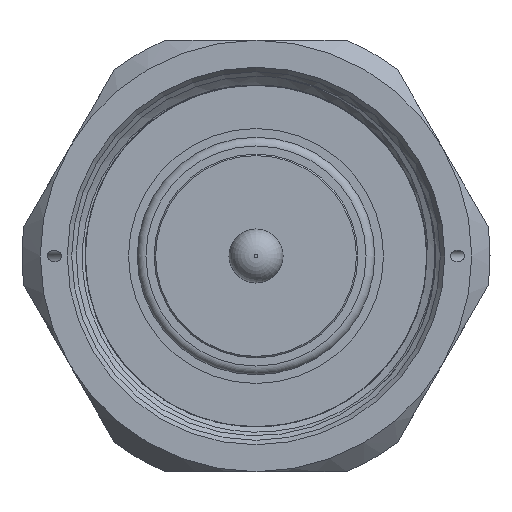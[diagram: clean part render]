
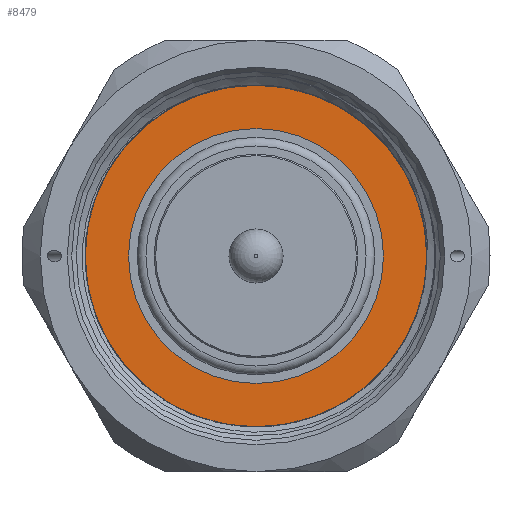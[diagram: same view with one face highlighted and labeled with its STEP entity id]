
A CAD part, left-side view. The second image highlights one B-rep face of the part: STEP entity #8479.
In plain terms, the highlighted planar face has unit normal (-1, 0, 0).
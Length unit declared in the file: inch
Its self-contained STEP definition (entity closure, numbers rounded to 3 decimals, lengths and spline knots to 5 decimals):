
#1245 = AXIS2_PLACEMENT_3D ( 'NONE', #7893, #5735, #3627 ) ;
#1335 = DIRECTION ( 'NONE',  ( -1., 0., 0. ) ) ;
#1486 = EDGE_LOOP ( 'NONE', ( #7340 ) ) ;
#1885 = DIRECTION ( 'NONE',  ( 0., 0., -1. ) ) ;
#2727 = CIRCLE ( 'NONE', #8434, 0.44311 ) ;
#3627 = DIRECTION ( 'NONE',  ( 0., 0., -1. ) ) ;
#4203 = FACE_BOUND ( 'NONE', #8031, .T. ) ;
#4790 = DIRECTION ( 'NONE',  ( 1., 0., 0. ) ) ;
#5058 = VERTEX_POINT ( 'NONE', #5831 ) ;
#5705 = FACE_OUTER_BOUND ( 'NONE', #1486, .T. ) ;
#5735 = DIRECTION ( 'NONE',  ( 1., 0., 0. ) ) ;
#5738 = CARTESIAN_POINT ( 'NONE',  ( 1.24304, 0., -0.44311 ) ) ;
#5750 = DIRECTION ( 'NONE',  ( 0., 0., 1. ) ) ;
#5831 = CARTESIAN_POINT ( 'NONE',  ( 1.24304, 0., -0.59381 ) ) ;
#5950 = CIRCLE ( 'NONE', #1245, 0.59381 ) ;
#6994 = PLANE ( 'NONE',  #7119 ) ;
#7119 = AXIS2_PLACEMENT_3D ( 'NONE', #8414, #1335, #5750 ) ;
#7340 = ORIENTED_EDGE ( 'NONE', *, *, #8105, .F. ) ;
#7392 = ORIENTED_EDGE ( 'NONE', *, *, #8660, .T. ) ;
#7893 = CARTESIAN_POINT ( 'NONE',  ( 1.24304, 0., 0. ) ) ;
#8031 = EDGE_LOOP ( 'NONE', ( #7392 ) ) ;
#8105 = EDGE_CURVE ( 'NONE', #5058, #5058, #5950, .T. ) ;
#8414 = CARTESIAN_POINT ( 'NONE',  ( 1.24304, 0.44311, 0. ) ) ;
#8434 = AXIS2_PLACEMENT_3D ( 'NONE', #8781, #4790, #1885 ) ;
#8479 = ADVANCED_FACE ( 'NONE', ( #4203, #5705 ), #6994, .T. ) ;
#8660 = EDGE_CURVE ( 'NONE', #8723, #8723, #2727, .T. ) ;
#8723 = VERTEX_POINT ( 'NONE', #5738 ) ;
#8781 = CARTESIAN_POINT ( 'NONE',  ( 1.24304, 0., 0. ) ) ;
